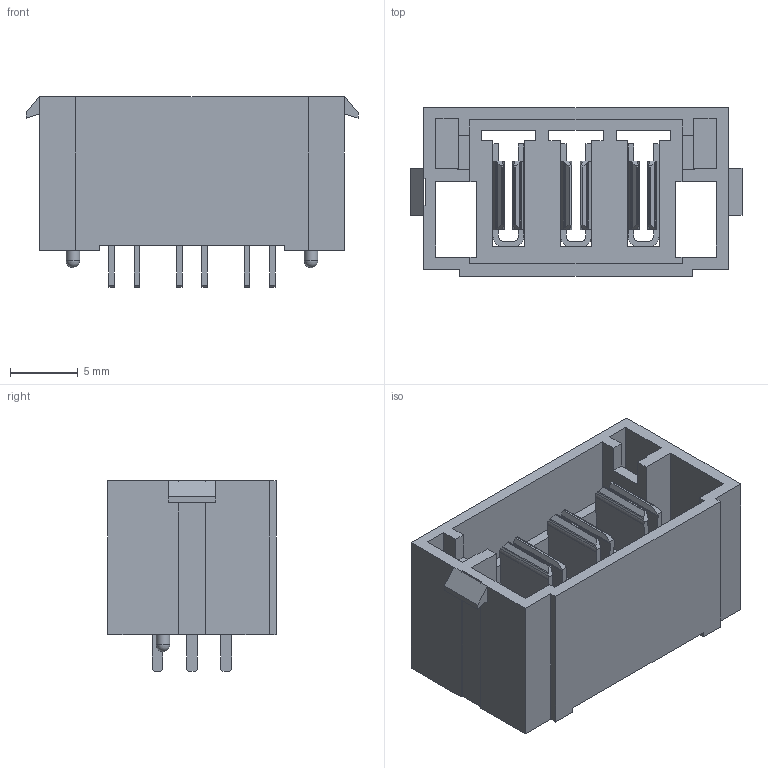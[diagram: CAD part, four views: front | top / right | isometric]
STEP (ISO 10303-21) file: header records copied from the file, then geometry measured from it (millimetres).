
FILE_DESCRIPTION( ( 'STEP AP214' ), '1' );
FILE_NAME( 'MPT-03-6.30-01-L-V.stp', '2019-10-01T20:36:19', ( '' ), ( '' ), ' ', 'PARTsolutions', ' ' );
FILE_SCHEMA( ( 'AUTOMOTIVE_DESIGN { 1 0 10303 214 1 1 1 1 }' ) );
Length unit declared in the file: millimetre
Products named in the file (3): MPT-03-6.30-01-L-V; _MPT03-SDterminal1; _MPT0301pins3
Assembly tree (2 placements, depth 2):
  MPT-03-6.30-01-L-V
    _MPT03-SDterminal1
    _MPT0301pins3
Bounding box: 24.56 x 12.45 x 14.1 mm (x, y, z)
Volume: 1610.5 mm3; surface area: 3248 mm2
Topology: 2 solids, 2 shells, 356 faces, 1051 edges, 697 vertices
Faces by surface type: plane 322, cylinder 32, sphere 2
Full cylindrical faces by diameter (mm): 1 x2
Entity records: 14570 total; most frequent: CARTESIAN_POINT 2099, ORIENTED_EDGE 2088, DIRECTION 1838, EDGE_CURVE 1044, LINE 968, VECTOR 968, VERTEX_POINT 696, AXIS2_PLACEMENT_3D 435
